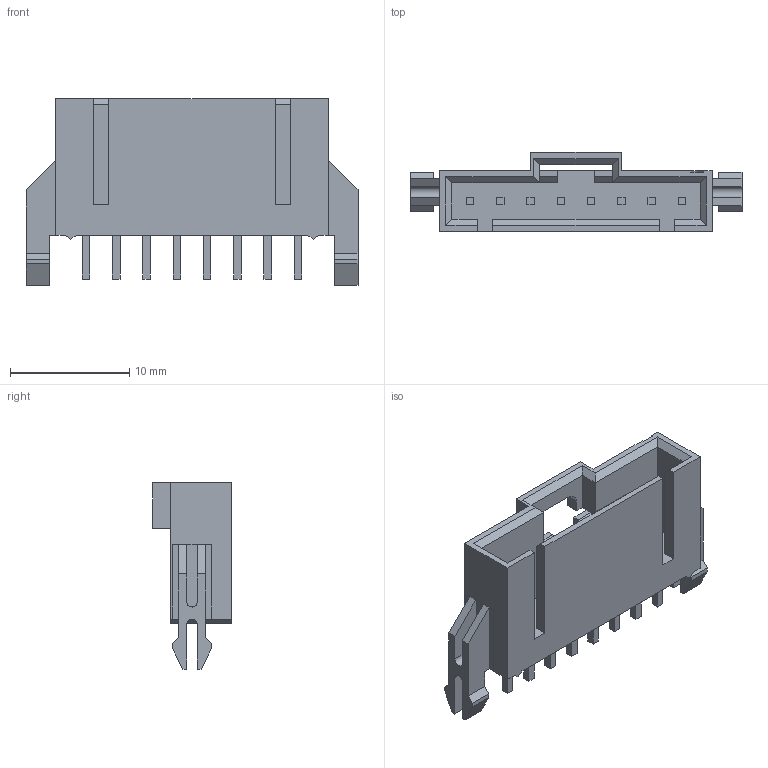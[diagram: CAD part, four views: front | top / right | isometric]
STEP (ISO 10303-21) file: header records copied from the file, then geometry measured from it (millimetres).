
FILE_DESCRIPTION((''),'2;1');
FILE_NAME('705410007','2014-04-18T',('me'),(''),'PRO/ENGINEER BY PARAMETRIC TECHNOLOGY CORPORATION, 2011490','PRO/ENGINEER BY PARAMETRIC TECHNOLOGY CORPORATION, 2011490','');
FILE_SCHEMA(('CONFIG_CONTROL_DESIGN'));
Length unit declared in the file: inch
Products named in the file (1): 705410007
Bounding box: 27.84 x 6.6 x 15.62 mm (x, y, z)
Volume: 816 mm3; surface area: 1681.1 mm2
Topology: 1 solids, 1 shells, 195 faces, 537 edges, 358 vertices
Faces by surface type: plane 189, cylinder 6
Entity records: 6112 total; most frequent: CARTESIAN_POINT 1072, ORIENTED_EDGE 1034, DIRECTION 965, EDGE_CURVE 517, VECTOR 503, LINE 503, VERTEX_POINT 338, AXIS2_PLACEMENT_3D 231
